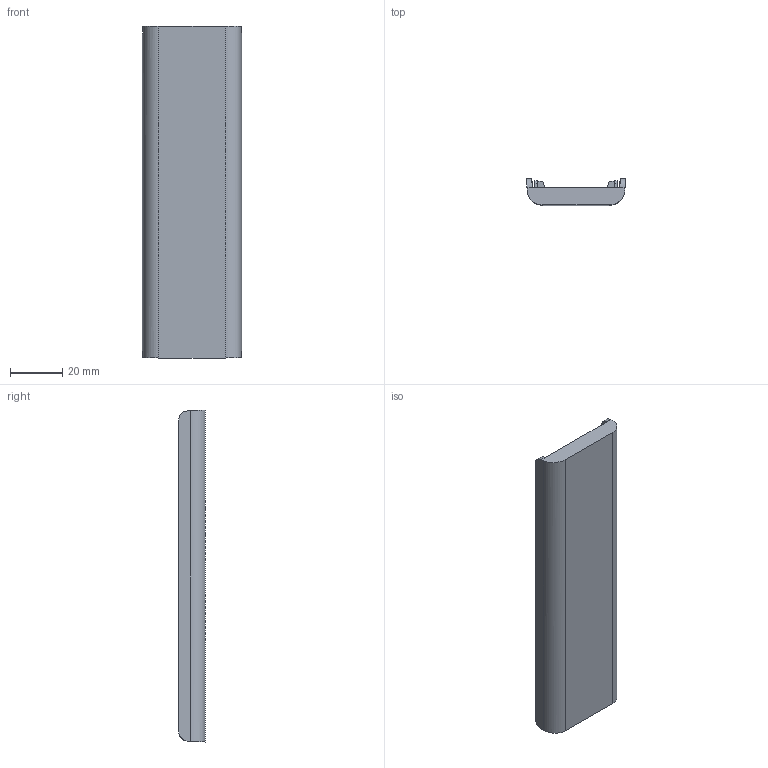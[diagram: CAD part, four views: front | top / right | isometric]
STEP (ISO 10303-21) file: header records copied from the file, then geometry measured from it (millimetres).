
FILE_DESCRIPTION (( 'STEP AP203' ), '1' );
FILE_NAME ('MS001-B.05.016SL.1.1 盄諷忒梟俋褲1.step', '2021-08-27T10:52:40', ( 'Windows User' ), ( 'P R C' ), 'SwSTEP 2.0', 'SolidWorks 2016', '' );
FILE_SCHEMA (( 'CONFIG_CONTROL_DESIGN' ));
Length unit declared in the file: millimetre
Products named in the file (1): MS001-B.05.016SL.1.1 盄諷忒梟俋褲1
Bounding box: 37.83 x 10.1 x 126.8 mm (x, y, z)
Volume: 13126.5 mm3; surface area: 14326.5 mm2
Topology: 1 solids, 1 shells, 206 faces, 564 edges, 364 vertices
Faces by surface type: plane 118, bspline 48, cylinder 40
Entity records: 9031 total; most frequent: CARTESIAN_POINT 4167, ORIENTED_EDGE 1128, DIRECTION 826, EDGE_CURVE 564, VERTEX_POINT 364, VECTOR 348, LINE 348, AXIS2_PLACEMENT_3D 239
